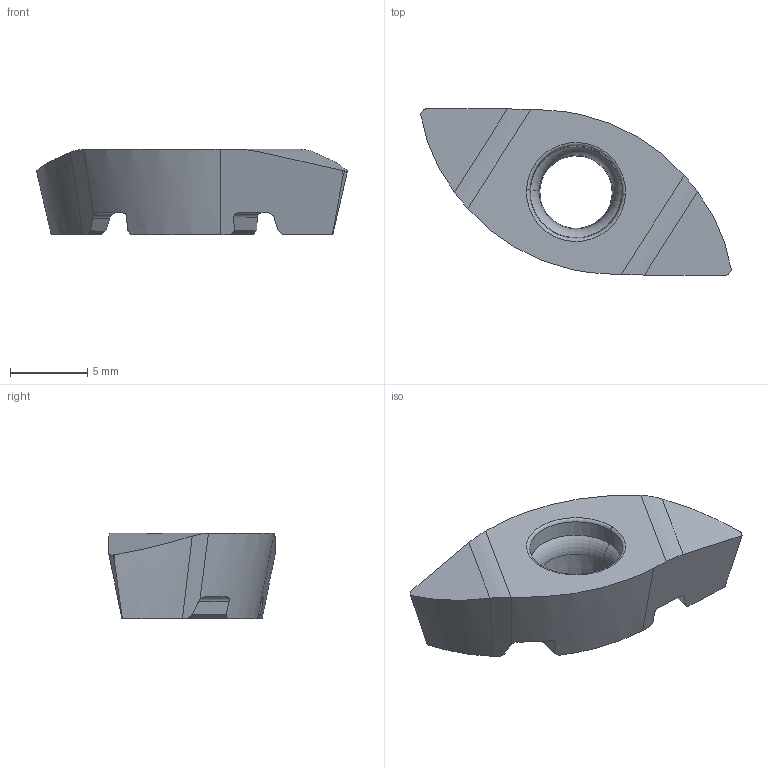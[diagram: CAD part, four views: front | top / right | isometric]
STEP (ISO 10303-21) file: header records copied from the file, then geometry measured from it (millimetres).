
FILE_DESCRIPTION((''),'2;1');
FILE_NAME('SRM216E','2014-11-12T',('tsakamot'),('PTC Japan'),'PRO/ENGINEER BY PARAMETRIC TECHNOLOGY CORPORATION, 2011180','PRO/ENGINEER BY PARAMETRIC TECHNOLOGY CORPORATION, 2011180','');
FILE_SCHEMA(('AUTOMOTIVE_DESIGN { 1 0 10303 214 1 1 1 1 }'));
Length unit declared in the file: millimetre
Products named in the file (1): SRM216E
Bounding box: 20.08 x 10.73 x 5.5 mm (x, y, z)
Volume: 516.6 mm3; surface area: 557.1 mm2
Topology: 1 solids, 1 shells, 44 faces, 116 edges, 74 vertices
Faces by surface type: plane 20, bspline 10, cylinder 6, cone 4, torus 4
Entity records: 4304 total; most frequent: CARTESIAN_POINT 2899, ORIENTED_EDGE 232, DIRECTION 154, PRESENTATION_STYLE_ASSIGNMENT 118, STYLED_ITEM 118, CURVE_STYLE 117, EDGE_CURVE 116, VERTEX_POINT 74
